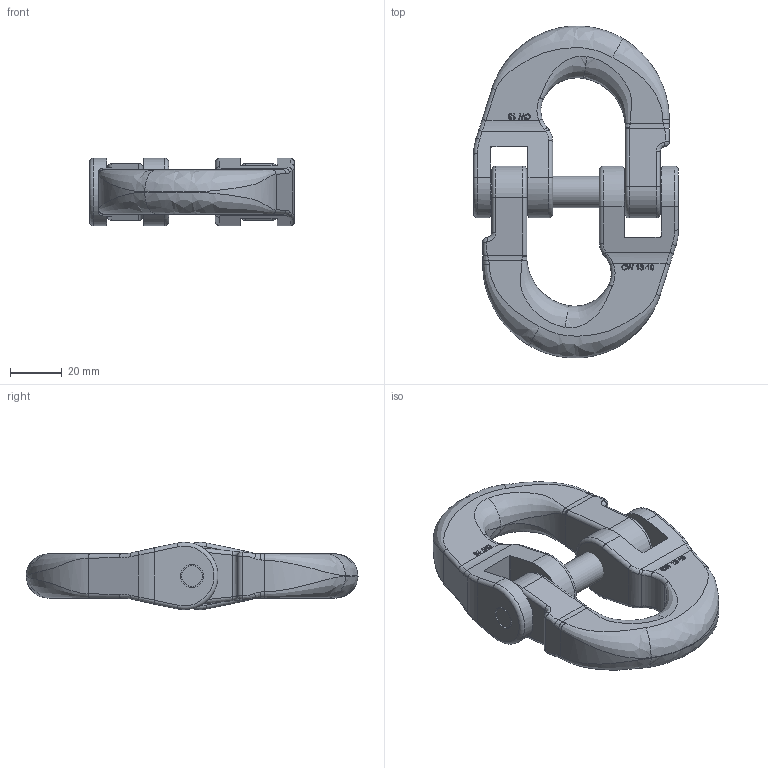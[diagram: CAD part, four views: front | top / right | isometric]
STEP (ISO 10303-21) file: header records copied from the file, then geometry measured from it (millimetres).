
FILE_DESCRIPTION(/* description */ (''),/* implementation_level */ '2;1');
FILE_NAME(/* name */ 'pewag_CW_13.stp',/* time_stamp */ '2024-01-22T11:06:19+01:00',/* author */ (''),/* organization */ (''),/* preprocessor_version */ 'ST-DEVELOPER v16',/* originating_system */ 'SIEMENS PLM Software NX 11.0',/* authorisation */ '');
FILE_SCHEMA (('AUTOMOTIVE_DESIGN { 1 0 10303 214 3 1 1 1 }'));
Length unit declared in the file: millimetre
Products named in the file (1): RSD3B78E4D7nhur
Bounding box: 79 x 128 x 25.98 mm (x, y, z)
Volume: 100597.1 mm3; surface area: 29359.9 mm2
Topology: 7 solids, 7 shells, 278 faces, 686 edges, 431 vertices
Faces by surface type: plane 91, cylinder 69, bspline 64, extrusion 38, torus 16
Full cylindrical faces by diameter (mm): 8 x2, 9 x6, 12 x1
Entity records: 11414 total; most frequent: CARTESIAN_POINT 5537, ORIENTED_EDGE 1322, DIRECTION 964, EDGE_CURVE 661, VERTEX_POINT 414, AXIS2_PLACEMENT_3D 347, EDGE_LOOP 311, ADVANCED_FACE 278
